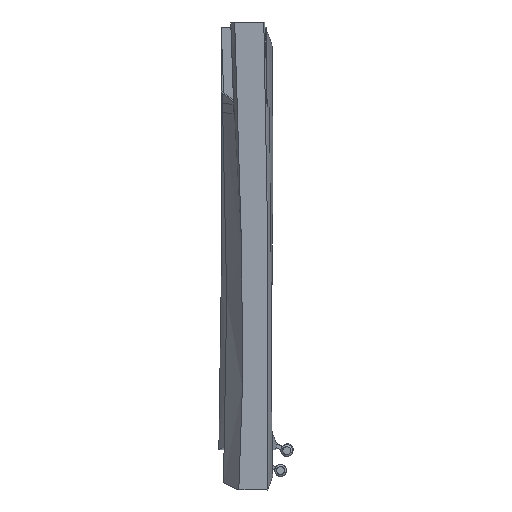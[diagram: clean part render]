
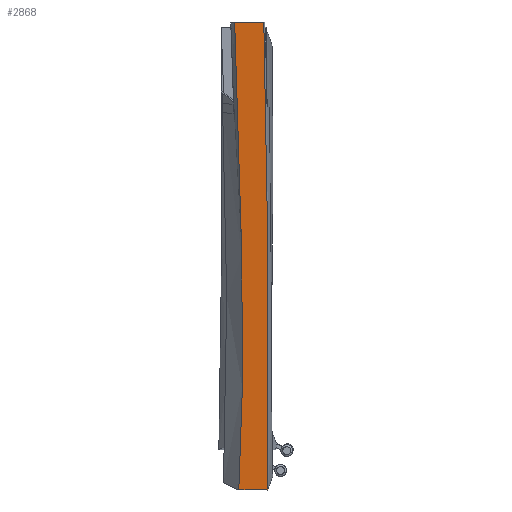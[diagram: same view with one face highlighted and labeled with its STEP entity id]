
A CAD part, top view. The second image highlights one B-rep face of the part: STEP entity #2868.
In plain terms, the highlighted planar face has unit normal (0, -0.079, 0.997).
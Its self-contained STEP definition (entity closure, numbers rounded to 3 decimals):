
#49 = DIRECTION ( 'NONE',  ( -1., 0., 0. ) ) ;
#93 = CARTESIAN_POINT ( 'NONE',  ( -27.792, -584.835, 250.963 ) ) ;
#251 = CARTESIAN_POINT ( 'NONE',  ( 46.242, -95.412, 289.785 ) ) ;
#526 = CARTESIAN_POINT ( 'NONE',  ( 44.919, -584.835, 250.963 ) ) ;
#663 = CARTESIAN_POINT ( 'NONE',  ( -31.037, 420.877, 330.738 ) ) ;
#682 = LINE ( 'NONE', #3016, #1398 ) ;
#741 = CARTESIAN_POINT ( 'NONE',  ( -19.616, -33.932, 294.661 ) ) ;
#830 = CARTESIAN_POINT ( 'NONE',  ( 43.303, 198.211, 313.075 ) ) ;
#1049 = EDGE_CURVE ( 'NONE', #3138, #2664, #1830, .T. ) ;
#1282 = CARTESIAN_POINT ( 'NONE',  ( -22.322, 117.702, 306.689 ) ) ;
#1397 = CARTESIAN_POINT ( 'NONE',  ( -36.741, 558.664, 341.667 ) ) ;
#1398 = VECTOR ( 'NONE', #1869, 1000. ) ;
#1484 = CARTESIAN_POINT ( 'NONE',  ( 37.652, 491.811, 336.364 ) ) ;
#1605 = ORIENTED_EDGE ( 'NONE', *, *, #6596, .T. ) ;
#1701 = DIRECTION ( 'NONE',  ( 0., 0.079, -0.997 ) ) ;
#1735 = CARTESIAN_POINT ( 'NONE',  ( -755.421, -641.112, 246.499 ) ) ;
#1772 = FACE_OUTER_BOUND ( 'NONE', #5637, .T. ) ;
#1830 = B_SPLINE_CURVE_WITH_KNOTS ( 'NONE', 3,
 ( #3733, #1484, #6102, #830, #6554, #251, #2514, #2625, #4917, #3805, #7225, #4955, #2011, #3695 ),
 .UNSPECIFIED., .F., .F.,
 ( 4, 2, 2, 2, 2, 2, 4 ),
 ( 0., 0.295, 0.589, 0.884, 1.031, 1.105, 1.178 ),
 .UNSPECIFIED. ) ;
#1869 = DIRECTION ( 'NONE',  ( -1., 0., 0. ) ) ;
#1877 = CARTESIAN_POINT ( 'NONE',  ( -38.183, 589.671, 344.127 ) ) ;
#1890 = CARTESIAN_POINT ( 'NONE',  ( -18.074, -261.454, 276.614 ) ) ;
#2011 = CARTESIAN_POINT ( 'NONE',  ( 45.218, -560.362, 252.904 ) ) ;
#2371 = VECTOR ( 'NONE', #6779, 1000. ) ;
#2422 = PLANE ( 'NONE',  #3087 ) ;
#2430 = CARTESIAN_POINT ( 'NONE',  ( -22.009, -470.408, 260.039 ) ) ;
#2514 = CARTESIAN_POINT ( 'NONE',  ( 46.64, -193.291, 282.021 ) ) ;
#2625 = CARTESIAN_POINT ( 'NONE',  ( 46.552, -340.115, 270.374 ) ) ;
#2664 = VERTEX_POINT ( 'NONE', #526 ) ;
#2800 = CARTESIAN_POINT ( 'NONE',  ( 34.936, 589.671, 344.127 ) ) ;
#2868 = ADVANCED_FACE ( 'NONE', ( #1772 ), #2422, .F. ) ;
#2999 = CARTESIAN_POINT ( 'NONE',  ( -18.588, -337.324, 270.596 ) ) ;
#3016 = CARTESIAN_POINT ( 'NONE',  ( -755.421, 589.671, 344.127 ) ) ;
#3087 = AXIS2_PLACEMENT_3D ( 'NONE', #1735, #1701, #49 ) ;
#3112 = CARTESIAN_POINT ( 'NONE',  ( -18.591, -109.758, 288.647 ) ) ;
#3138 = VERTEX_POINT ( 'NONE', #2800 ) ;
#3389 = CARTESIAN_POINT ( 'NONE',  ( -27.792, -584.835, 250.963 ) ) ;
#3643 = ORIENTED_EDGE ( 'NONE', *, *, #1049, .F. ) ;
#3695 = CARTESIAN_POINT ( 'NONE',  ( 44.919, -584.835, 250.963 ) ) ;
#3723 = CARTESIAN_POINT ( 'NONE',  ( -28.444, 345.095, 324.726 ) ) ;
#3733 = CARTESIAN_POINT ( 'NONE',  ( 34.936, 589.671, 344.127 ) ) ;
#3805 = CARTESIAN_POINT ( 'NONE',  ( 46.008, -462.473, 260.669 ) ) ;
#4271 = LINE ( 'NONE', #6219, #2371 ) ;
#4536 = B_SPLINE_CURVE_WITH_KNOTS ( 'NONE', 3,
 ( #5902, #1397, #6543, #663, #3723, #4831, #1282, #741, #3112, #1890, #2999, #2430, #5484, #93 ),
 .UNSPECIFIED., .F., .F.,
 ( 4, 2, 2, 2, 2, 2, 4 ),
 ( 0., 0.093, 0.322, 0.55, 0.778, 1.007, 1.179 ),
 .UNSPECIFIED. ) ;
#4672 = ORIENTED_EDGE ( 'NONE', *, *, #7465, .T. ) ;
#4831 = CARTESIAN_POINT ( 'NONE',  ( -24.088, 193.507, 312.702 ) ) ;
#4917 = CARTESIAN_POINT ( 'NONE',  ( 46.408, -389.058, 266.492 ) ) ;
#4955 = CARTESIAN_POINT ( 'NONE',  ( 45.45, -535.89, 254.845 ) ) ;
#5079 = VERTEX_POINT ( 'NONE', #3389 ) ;
#5319 = VERTEX_POINT ( 'NONE', #1877 ) ;
#5484 = CARTESIAN_POINT ( 'NONE',  ( -24.291, -527.604, 255.502 ) ) ;
#5500 = ORIENTED_EDGE ( 'NONE', *, *, #5807, .T. ) ;
#5637 = EDGE_LOOP ( 'NONE', ( #5500, #4672, #3643, #1605 ) ) ;
#5807 = EDGE_CURVE ( 'NONE', #5319, #5079, #4536, .T. ) ;
#5902 = CARTESIAN_POINT ( 'NONE',  ( -38.183, 589.671, 344.127 ) ) ;
#6102 = CARTESIAN_POINT ( 'NONE',  ( 39.841, 393.947, 328.602 ) ) ;
#6219 = CARTESIAN_POINT ( 'NONE',  ( -191.421, -584.835, 250.963 ) ) ;
#6543 = CARTESIAN_POINT ( 'NONE',  ( -35.394, 527.656, 339.208 ) ) ;
#6554 = CARTESIAN_POINT ( 'NONE',  ( 44.574, 100.339, 305.312 ) ) ;
#6596 = EDGE_CURVE ( 'NONE', #3138, #5319, #682, .T. ) ;
#6779 = DIRECTION ( 'NONE',  ( 1., 0., 0. ) ) ;
#7225 = CARTESIAN_POINT ( 'NONE',  ( 45.844, -486.945, 258.727 ) ) ;
#7465 = EDGE_CURVE ( 'NONE', #5079, #2664, #4271, .T. ) ;
